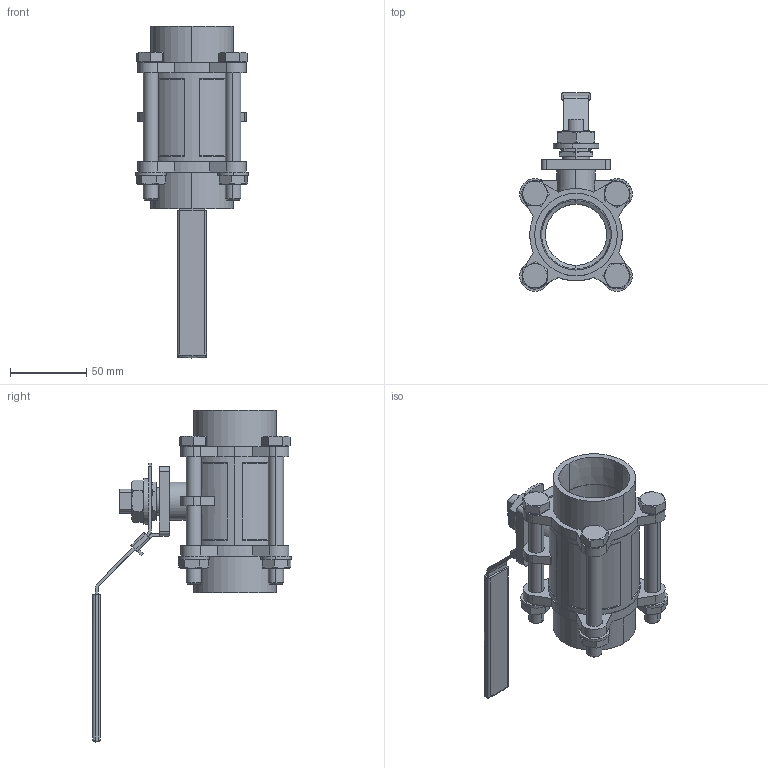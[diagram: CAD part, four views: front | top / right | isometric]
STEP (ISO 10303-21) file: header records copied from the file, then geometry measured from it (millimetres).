
FILE_DESCRIPTION (( 'STEP AP203' ), '1' );
FILE_NAME ('V-105MT-PN63-DN40.STEP', '2019-11-15T05:19:18', ( '' ), ( '' ), 'SwSTEP 2.0', 'SolidWorks 2012', '' );
FILE_SCHEMA (( 'CONFIG_CONTROL_DESIGN' ));
Length unit declared in the file: millimetre
Products named in the file (8): V-105MT-PN63-DN40; Hexagon Thin Nut ISO - 4035 - M16 - N_Hexagon Thin Nut ISO - 4035 - M16 - N; Washer ISO 7089 - 16_Washer ISO 7089 - 16; JIS B 1181 Hexagon nut - Class 3 Finished M10 --N_JIS B 1181 Hexagon nut - Class 3 Finished M10 --N; Washer ISO 7089 - 10_Washer ISO 7089 - 10; ISO 4016 - M10 x 90 x 26-WC_ISO 4016 - M10 x 90 x 26-WC; V-105M-HANDLE_154L; V-105MT-PN63-BODY_DN40
Assembly tree (16 placements, depth 2):
  V-105MT-PN63-DN40
    V-105MT-PN63-BODY_DN40
    V-105M-HANDLE_154L
    ISO 4016 - M10 x 90 x 26-WC_ISO 4016 - M10 x 90 x 26-WC  x4
    Washer ISO 7089 - 10_Washer ISO 7089 - 10  x4
    JIS B 1181 Hexagon nut - Class 3 Finished M10 --N_JIS B 1181 Hexagon nut - Class 3 Finished M10 --N  x4
    Washer ISO 7089 - 16_Washer ISO 7089 - 16
    Hexagon Thin Nut ISO - 4035 - M16 - N_Hexagon Thin Nut ISO - 4035 - M16 - N
Bounding box: 73.74 x 129.87 x 217.13 mm (x, y, z)
Volume: 229414.6 mm3; surface area: 88392.4 mm2
Topology: 16 solids, 17 shells, 697 faces, 1692 edges, 1070 vertices
Faces by surface type: plane 338, cylinder 161, cone 130, bspline 65, torus 3
Entity records: 20723 total; most frequent: CARTESIAN_POINT 7434, ORIENTED_EDGE 2616, DIRECTION 2341, EDGE_CURVE 1308, VERTEX_POINT 848, AXIS2_PLACEMENT_3D 789, VECTOR 763, LINE 763
